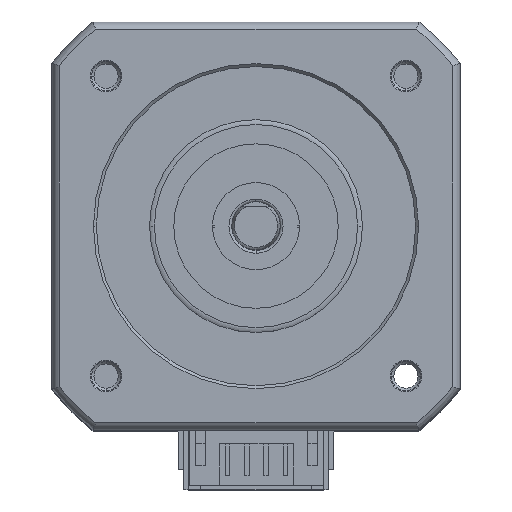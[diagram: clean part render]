
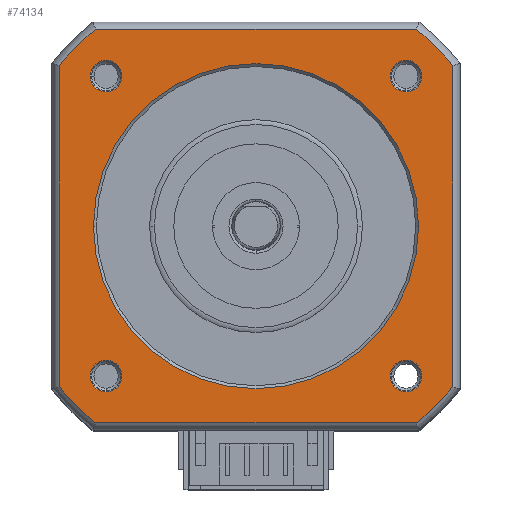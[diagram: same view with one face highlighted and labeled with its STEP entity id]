
A CAD part, top view. The second image highlights one B-rep face of the part: STEP entity #74134.
In plain terms, the highlighted face is planar.
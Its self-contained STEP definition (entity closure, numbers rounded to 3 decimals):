
#70976=CARTESIAN_POINT('',(0.,0.,0.2));
#70977=DIRECTION('',(0.,0.,-1.));
#70978=DIRECTION('',(-1.,0.,0.));
#70979=AXIS2_PLACEMENT_3D('',#70976,#70977,#70978);
#70994=CARTESIAN_POINT('',(-15.5,-15.5,0.2));
#70995=DIRECTION('',(0.,0.,-1.));
#70996=DIRECTION('',(-1.,0.,0.));
#70997=AXIS2_PLACEMENT_3D('',#70994,#70995,#70996);
#71016=CARTESIAN_POINT('',(-15.5,-15.5,0.2));
#71017=DIRECTION('',(0.,0.,-1.));
#71018=DIRECTION('',(1.,0.,0.));
#71019=AXIS2_PLACEMENT_3D('',#71016,#71017,#71018);
#71053=CARTESIAN_POINT('',(15.5,-15.5,0.2));
#71054=DIRECTION('',(0.,0.,-1.));
#71055=DIRECTION('',(0.,-1.,0.));
#71056=AXIS2_PLACEMENT_3D('',#71053,#71054,#71055);
#71067=CARTESIAN_POINT('',(15.5,-15.5,0.2));
#71068=DIRECTION('',(0.,0.,-1.));
#71069=DIRECTION('',(0.,1.,0.));
#71070=AXIS2_PLACEMENT_3D('',#71067,#71068,#71069);
#71122=CARTESIAN_POINT('',(15.5,15.5,0.2));
#71123=DIRECTION('',(0.,0.,-1.));
#71124=DIRECTION('',(1.,0.,0.));
#71125=AXIS2_PLACEMENT_3D('',#71122,#71123,#71124);
#71144=CARTESIAN_POINT('',(15.5,15.5,0.2));
#71145=DIRECTION('',(0.,0.,-1.));
#71146=DIRECTION('',(-1.,0.,0.));
#71147=AXIS2_PLACEMENT_3D('',#71144,#71145,#71146);
#71176=CARTESIAN_POINT('',(-15.5,15.5,0.2));
#71177=DIRECTION('',(0.,0.,-1.));
#71178=DIRECTION('',(0.,1.,0.));
#71179=AXIS2_PLACEMENT_3D('',#71176,#71177,#71178);
#71208=CARTESIAN_POINT('',(-15.5,15.5,0.2));
#71209=DIRECTION('',(0.,0.,-1.));
#71210=DIRECTION('',(0.,-1.,0.));
#71211=AXIS2_PLACEMENT_3D('',#71208,#71209,#71210);
#71241=CARTESIAN_POINT('',(0.,0.,0.2));
#71242=DIRECTION('',(0.,0.,-1.));
#71243=DIRECTION('',(1.,0.,0.));
#71244=AXIS2_PLACEMENT_3D('',#71241,#71242,#71243);
#71250=CARTESIAN_POINT('',(0.,0.,0.2));
#71251=DIRECTION('',(0.,0.,1.));
#71252=DIRECTION('',(0.775,0.632,0.));
#71253=AXIS2_PLACEMENT_3D('',#71250,#71251,#71252);
#71263=DIRECTION('',(0.,-1.,0.));
#71264=VECTOR('',#71263,33.161);
#71265=CARTESIAN_POINT('',(20.348,16.581,0.2));
#71266=LINE('',#71265,#71264);
#71275=CARTESIAN_POINT('',(0.,0.,0.2));
#71276=DIRECTION('',(0.,0.,1.));
#71277=DIRECTION('',(0.632,-0.775,0.));
#71278=AXIS2_PLACEMENT_3D('',#71275,#71276,#71277);
#71288=DIRECTION('',(-1.,0.,0.));
#71289=VECTOR('',#71288,33.161);
#71290=CARTESIAN_POINT('',(16.581,-20.348,0.2));
#71291=LINE('',#71290,#71289);
#71300=CARTESIAN_POINT('',(0.,0.,0.2));
#71301=DIRECTION('',(0.,0.,1.));
#71302=DIRECTION('',(-0.775,-0.632,0.));
#71303=AXIS2_PLACEMENT_3D('',#71300,#71301,#71302);
#71313=DIRECTION('',(0.,1.,0.));
#71314=VECTOR('',#71313,33.161);
#71315=CARTESIAN_POINT('',(-20.348,-16.581,0.2));
#71316=LINE('',#71315,#71314);
#71325=CARTESIAN_POINT('',(0.,0.,0.2));
#71326=DIRECTION('',(0.,0.,1.));
#71327=DIRECTION('',(-0.632,0.775,0.));
#71328=AXIS2_PLACEMENT_3D('',#71325,#71326,#71327);
#71338=DIRECTION('',(1.,0.,0.));
#71339=VECTOR('',#71338,33.161);
#71340=CARTESIAN_POINT('',(-16.581,20.348,0.2));
#71341=LINE('',#71340,#71339);
#71780=CARTESIAN_POINT('',(-17.13,-15.5,0.2));
#71781=CARTESIAN_POINT('',(-13.87,-15.5,0.2));
#71782=VERTEX_POINT('',#71780);
#71783=VERTEX_POINT('',#71781);
#71784=CARTESIAN_POINT('',(15.5,-17.13,0.2));
#71785=CARTESIAN_POINT('',(15.5,-13.87,0.2));
#71786=VERTEX_POINT('',#71784);
#71787=VERTEX_POINT('',#71785);
#71788=CARTESIAN_POINT('',(17.13,15.5,0.2));
#71789=CARTESIAN_POINT('',(13.87,15.5,0.2));
#71790=VERTEX_POINT('',#71788);
#71791=VERTEX_POINT('',#71789);
#71792=CARTESIAN_POINT('',(-15.5,17.13,0.2));
#71793=CARTESIAN_POINT('',(-15.5,13.87,0.2));
#71794=VERTEX_POINT('',#71792);
#71795=VERTEX_POINT('',#71793);
#71796=CARTESIAN_POINT('',(16.8,0.,0.2));
#71797=CARTESIAN_POINT('',(-16.8,0.,0.2));
#71798=VERTEX_POINT('',#71796);
#71799=VERTEX_POINT('',#71797);
#71800=CARTESIAN_POINT('',(20.348,16.581,0.2));
#71801=CARTESIAN_POINT('',(16.581,20.348,0.2));
#71802=VERTEX_POINT('',#71800);
#71803=VERTEX_POINT('',#71801);
#71804=CARTESIAN_POINT('',(-16.581,20.348,0.2));
#71805=VERTEX_POINT('',#71804);
#71806=CARTESIAN_POINT('',(-20.348,16.581,0.2));
#71807=VERTEX_POINT('',#71806);
#71808=CARTESIAN_POINT('',(-20.348,-16.581,0.2));
#71809=VERTEX_POINT('',#71808);
#71810=CARTESIAN_POINT('',(-16.581,-20.348,0.2));
#71811=VERTEX_POINT('',#71810);
#71812=CARTESIAN_POINT('',(16.581,-20.348,0.2));
#71813=VERTEX_POINT('',#71812);
#71814=CARTESIAN_POINT('',(20.348,-16.581,0.2));
#71815=VERTEX_POINT('',#71814);
#74082=CARTESIAN_POINT('',(0.,0.,0.2));
#74083=DIRECTION('',(0.,0.,-1.));
#74084=DIRECTION('',(-1.,0.,0.));
#74085=AXIS2_PLACEMENT_3D('',#74082,#74083,#74084);
#74086=PLANE('',#74085);
#74088=ORIENTED_EDGE('',*,*,#74087,.T.);
#74090=ORIENTED_EDGE('',*,*,#74089,.F.);
#74092=ORIENTED_EDGE('',*,*,#74091,.T.);
#74094=ORIENTED_EDGE('',*,*,#74093,.F.);
#74096=ORIENTED_EDGE('',*,*,#74095,.T.);
#74098=ORIENTED_EDGE('',*,*,#74097,.F.);
#74100=ORIENTED_EDGE('',*,*,#74099,.T.);
#74102=ORIENTED_EDGE('',*,*,#74101,.F.);
#74103=EDGE_LOOP('',(#74088,#74090,#74092,#74094,#74096,#74098,#74100,#74102));
#74104=FACE_OUTER_BOUND('',#74103,.F.);
#74106=ORIENTED_EDGE('',*,*,#74105,.T.);
#74108=ORIENTED_EDGE('',*,*,#74107,.T.);
#74109=EDGE_LOOP('',(#74106,#74108));
#74110=FACE_BOUND('',#74109,.F.);
#74112=ORIENTED_EDGE('',*,*,#74111,.T.);
#74114=ORIENTED_EDGE('',*,*,#74113,.T.);
#74115=EDGE_LOOP('',(#74112,#74114));
#74116=FACE_BOUND('',#74115,.F.);
#74118=ORIENTED_EDGE('',*,*,#74117,.T.);
#74120=ORIENTED_EDGE('',*,*,#74119,.T.);
#74121=EDGE_LOOP('',(#74118,#74120));
#74122=FACE_BOUND('',#74121,.F.);
#74124=ORIENTED_EDGE('',*,*,#74123,.T.);
#74125=ORIENTED_EDGE('',*,*,#74072,.T.);
#74126=EDGE_LOOP('',(#74124,#74125));
#74127=FACE_BOUND('',#74126,.F.);
#74129=ORIENTED_EDGE('',*,*,#74128,.T.);
#74131=ORIENTED_EDGE('',*,*,#74130,.T.);
#74132=EDGE_LOOP('',(#74129,#74131));
#74133=FACE_BOUND('',#74132,.F.);
#74134=ADVANCED_FACE('',(#74104,#74110,#74116,#74122,#74127,#74133),#74086,.T.);
#70980=CIRCLE('',#70979,16.8);
#70998=CIRCLE('',#70997,1.63);
#71020=CIRCLE('',#71019,1.63);
#71057=CIRCLE('',#71056,1.63);
#71071=CIRCLE('',#71070,1.63);
#71126=CIRCLE('',#71125,1.63);
#71148=CIRCLE('',#71147,1.63);
#71180=CIRCLE('',#71179,1.63);
#71212=CIRCLE('',#71211,1.63);
#71245=CIRCLE('',#71244,16.8);
#71254=CIRCLE('',#71253,26.248);
#71279=CIRCLE('',#71278,26.248);
#71304=CIRCLE('',#71303,26.248);
#71329=CIRCLE('',#71328,26.248);
#74072=EDGE_CURVE('',#71799,#71798,#70980,.T.);
#74087=EDGE_CURVE('',#71802,#71803,#71254,.T.);
#74089=EDGE_CURVE('',#71805,#71803,#71341,.T.);
#74091=EDGE_CURVE('',#71805,#71807,#71329,.T.);
#74093=EDGE_CURVE('',#71809,#71807,#71316,.T.);
#74095=EDGE_CURVE('',#71809,#71811,#71304,.T.);
#74097=EDGE_CURVE('',#71813,#71811,#71291,.T.);
#74099=EDGE_CURVE('',#71813,#71815,#71279,.T.);
#74101=EDGE_CURVE('',#71802,#71815,#71266,.T.);
#74105=EDGE_CURVE('',#71786,#71787,#71057,.T.);
#74107=EDGE_CURVE('',#71787,#71786,#71071,.T.);
#74111=EDGE_CURVE('',#71790,#71791,#71126,.T.);
#74113=EDGE_CURVE('',#71791,#71790,#71148,.T.);
#74117=EDGE_CURVE('',#71794,#71795,#71180,.T.);
#74119=EDGE_CURVE('',#71795,#71794,#71212,.T.);
#74123=EDGE_CURVE('',#71798,#71799,#71245,.T.);
#74128=EDGE_CURVE('',#71782,#71783,#70998,.T.);
#74130=EDGE_CURVE('',#71783,#71782,#71020,.T.);
